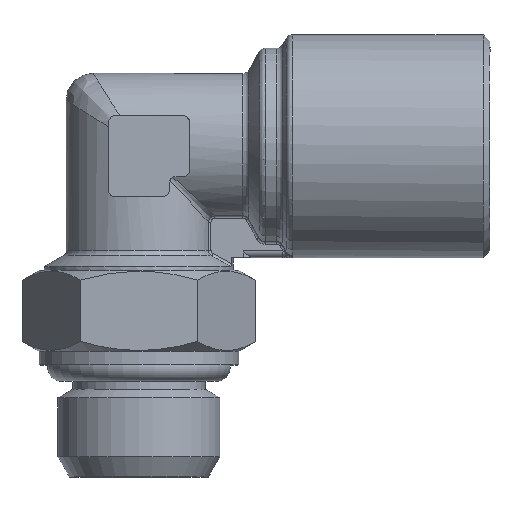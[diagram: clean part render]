
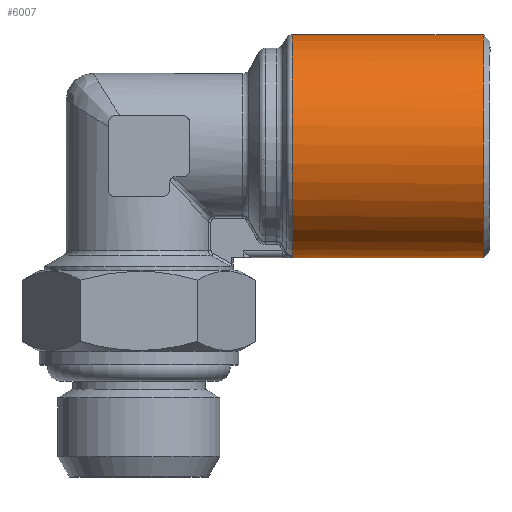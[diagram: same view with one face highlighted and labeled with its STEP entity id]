
A CAD part, top view. The second image highlights one B-rep face of the part: STEP entity #6007.
In plain terms, the highlighted cylindrical face has radius 8.25 mm (diameter 16.5 mm), a full revolution.
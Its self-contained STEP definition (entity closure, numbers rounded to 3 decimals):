
#77=CYLINDRICAL_SURFACE('',#6249,8.25);
#129=CIRCLE('',#6157,8.25);
#130=CIRCLE('',#6159,8.25);
#169=CIRCLE('',#6250,8.25);
#170=CIRCLE('',#6251,8.25);
#1991=ORIENTED_EDGE('',*,*,#2561,.T.);
#1992=ORIENTED_EDGE('',*,*,#2560,.T.);
#1993=ORIENTED_EDGE('',*,*,#2689,.T.);
#1994=ORIENTED_EDGE('',*,*,#2690,.F.);
#2560=EDGE_CURVE('',#3020,#2994,#129,.T.);
#2561=EDGE_CURVE('',#2971,#3020,#130,.T.);
#2689=EDGE_CURVE('',#2994,#2971,#169,.T.);
#2690=EDGE_CURVE('',#3104,#3104,#170,.T.);
#2971=VERTEX_POINT('',#12322);
#2994=VERTEX_POINT('',#12584);
#3020=VERTEX_POINT('',#12838);
#3104=VERTEX_POINT('',#13456);
#3604=EDGE_LOOP('',(#1991,#1992,#1993));
#3605=EDGE_LOOP('',(#1994));
#3900=FACE_BOUND('',#3604,.T.);
#3901=FACE_BOUND('',#3605,.T.);
#6007=ADVANCED_FACE('',(#3900,#3901),#77,.T.);
#6157=AXIS2_PLACEMENT_3D('',#12841,#6771,#6772);
#6159=AXIS2_PLACEMENT_3D('',#12843,#6775,#6776);
#6249=AXIS2_PLACEMENT_3D('',#13453,#7005,#7006);
#6250=AXIS2_PLACEMENT_3D('',#13454,#7007,#7008);
#6251=AXIS2_PLACEMENT_3D('',#13455,#7009,#7010);
#6771=DIRECTION('',(1.,0.,0.));
#6772=DIRECTION('',(0.,1.,0.));
#6775=DIRECTION('',(1.,0.,0.));
#6776=DIRECTION('',(0.,1.,0.));
#7005=DIRECTION('',(-1.,0.,0.));
#7006=DIRECTION('',(0.,-1.,0.));
#7007=DIRECTION('',(1.,0.,0.));
#7008=DIRECTION('',(0.,1.,0.));
#7009=DIRECTION('',(1.,0.,0.));
#7010=DIRECTION('',(0.,0.,1.));
#12322=CARTESIAN_POINT('',(11.355,-8.081,1.66));
#12584=CARTESIAN_POINT('',(11.355,-8.081,-1.66));
#12838=CARTESIAN_POINT('',(11.355,-8.25,0.));
#12841=CARTESIAN_POINT('',(11.355,0.,0.));
#12843=CARTESIAN_POINT('',(11.355,0.,0.));
#13453=CARTESIAN_POINT('',(10.,0.,0.));
#13454=CARTESIAN_POINT('',(11.355,0.,0.));
#13455=CARTESIAN_POINT('',(25.5,0.,0.));
#13456=CARTESIAN_POINT('',(25.5,0.,8.25));
